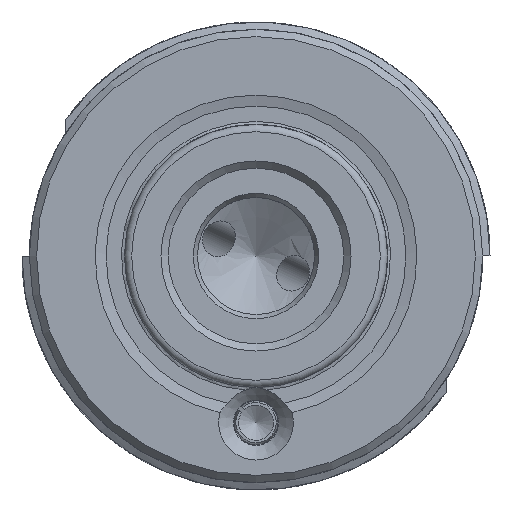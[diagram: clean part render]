
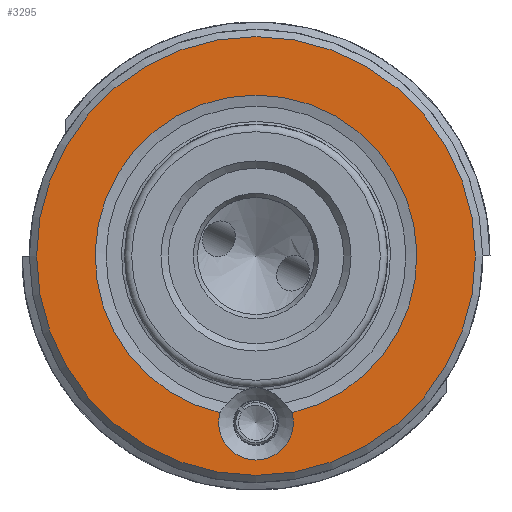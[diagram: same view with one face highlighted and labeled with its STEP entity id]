
A CAD part, left-side view. The second image highlights one B-rep face of the part: STEP entity #3295.
In plain terms, the highlighted planar face has unit normal (-1, 0, 0).
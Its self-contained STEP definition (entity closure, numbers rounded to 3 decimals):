
#129=FACE_BOUND('',#509,.T.);
#194=PLANE('',#3565);
#325=FACE_OUTER_BOUND('',#508,.T.);
#508=EDGE_LOOP('',(#2265));
#509=EDGE_LOOP('',(#2266,#2267));
#1181=CIRCLE('',#3547,2.55);
#1187=CIRCLE('',#3554,11.);
#1194=CIRCLE('',#3566,15.);
#1363=VERTEX_POINT('',#5078);
#1364=VERTEX_POINT('',#5085);
#1376=VERTEX_POINT('',#5151);
#1710=EDGE_CURVE('',#1363,#1364,#1181,.T.);
#1720=EDGE_CURVE('',#1363,#1364,#1187,.T.);
#1729=EDGE_CURVE('',#1376,#1376,#1194,.T.);
#2265=ORIENTED_EDGE('',*,*,#1729,.F.);
#2266=ORIENTED_EDGE('',*,*,#1710,.F.);
#2267=ORIENTED_EDGE('',*,*,#1720,.T.);
#3295=ADVANCED_FACE('',(#325,#129),#194,.T.);
#3547=AXIS2_PLACEMENT_3D('',#5086,#3981,#3982);
#3554=AXIS2_PLACEMENT_3D('',#5132,#3996,#3997);
#3565=AXIS2_PLACEMENT_3D('',#5150,#4020,#4021);
#3566=AXIS2_PLACEMENT_3D('',#5152,#4022,#4023);
#3981=DIRECTION('center_axis',(-1.,0.,0.));
#3982=DIRECTION('ref_axis',(0.,0.,-1.));
#3996=DIRECTION('center_axis',(1.,0.,0.));
#3997=DIRECTION('ref_axis',(0.,0.,-1.));
#4020=DIRECTION('center_axis',(-1.,0.,0.));
#4021=DIRECTION('ref_axis',(0.,0.,1.));
#4022=DIRECTION('center_axis',(1.,0.,0.));
#4023=DIRECTION('ref_axis',(0.,-1.,0.));
#5078=CARTESIAN_POINT('',(0.,2.458,-10.722));
#5085=CARTESIAN_POINT('',(0.,-2.458,-10.722));
#5086=CARTESIAN_POINT('Origin',(0.,0.,-11.4));
#5132=CARTESIAN_POINT('Origin',(0.,0.,0.));
#5150=CARTESIAN_POINT('Origin',(0.,15.5,0.));
#5151=CARTESIAN_POINT('',(0.,15.,0.));
#5152=CARTESIAN_POINT('Origin',(0.,0.,0.));
